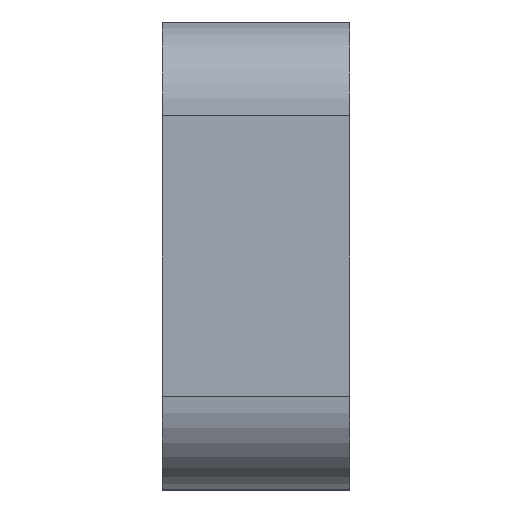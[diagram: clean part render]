
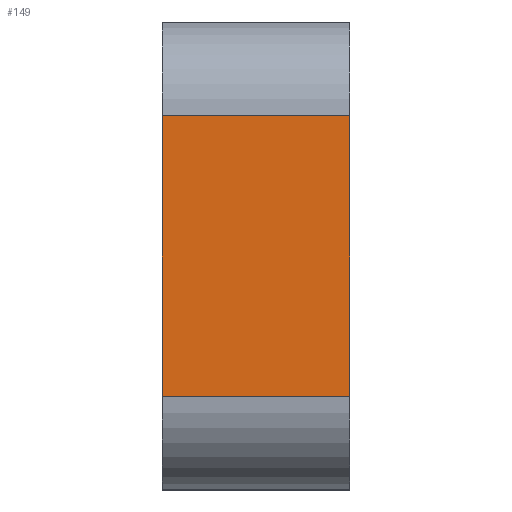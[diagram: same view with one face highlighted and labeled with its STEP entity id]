
A CAD part, left-side view. The second image highlights one B-rep face of the part: STEP entity #149.
In plain terms, the highlighted planar face has unit normal (-1, 0, 0).
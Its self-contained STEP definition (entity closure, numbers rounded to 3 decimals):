
#52 = DIRECTION ( 'NONE',  ( 0., 1., 0. ) ) ;
#91 = ORIENTED_EDGE ( 'NONE', *, *, #772, .T. ) ;
#103 = EDGE_CURVE ( 'NONE', #1038, #742, #942, .T. ) ;
#128 = VECTOR ( 'NONE', #52, 1000. ) ;
#149 = ADVANCED_FACE ( 'NONE', ( #796 ), #911, .F. ) ;
#167 = CARTESIAN_POINT ( 'NONE',  ( -277.5, 0., -15. ) ) ;
#275 = DIRECTION ( 'NONE',  ( 0., 0., 1. ) ) ;
#304 = VECTOR ( 'NONE', #275, 1000. ) ;
#339 = EDGE_LOOP ( 'NONE', ( #910, #91, #675, #913 ) ) ;
#355 = CARTESIAN_POINT ( 'NONE',  ( -277.5, 0., 25. ) ) ;
#442 = AXIS2_PLACEMENT_3D ( 'NONE', #1134, #804, #921 ) ;
#452 = CARTESIAN_POINT ( 'NONE',  ( -277.5, 20., 15. ) ) ;
#532 = EDGE_CURVE ( 'NONE', #1121, #742, #785, .T. ) ;
#546 = LINE ( 'NONE', #355, #304 ) ;
#553 = CARTESIAN_POINT ( 'NONE',  ( -277.5, 20., -15. ) ) ;
#579 = DIRECTION ( 'NONE',  ( 0., 0., 1. ) ) ;
#582 = CARTESIAN_POINT ( 'NONE',  ( -277.5, 0., 15. ) ) ;
#648 = CARTESIAN_POINT ( 'NONE',  ( -277.5, 20., 15. ) ) ;
#669 = LINE ( 'NONE', #553, #1099 ) ;
#671 = EDGE_CURVE ( 'NONE', #844, #1121, #546, .T. ) ;
#675 = ORIENTED_EDGE ( 'NONE', *, *, #671, .T. ) ;
#742 = VERTEX_POINT ( 'NONE', #648 ) ;
#772 = EDGE_CURVE ( 'NONE', #1038, #844, #669, .T. ) ;
#785 = LINE ( 'NONE', #452, #128 ) ;
#796 = FACE_OUTER_BOUND ( 'NONE', #339, .T. ) ;
#804 = DIRECTION ( 'NONE',  ( 1., 0., 0. ) ) ;
#844 = VERTEX_POINT ( 'NONE', #167 ) ;
#895 = DIRECTION ( 'NONE',  ( 0., -1., 0. ) ) ;
#910 = ORIENTED_EDGE ( 'NONE', *, *, #103, .F. ) ;
#911 = PLANE ( 'NONE',  #442 ) ;
#913 = ORIENTED_EDGE ( 'NONE', *, *, #532, .T. ) ;
#921 = DIRECTION ( 'NONE',  ( 0., 0., -1. ) ) ;
#942 = LINE ( 'NONE', #1235, #1154 ) ;
#1038 = VERTEX_POINT ( 'NONE', #1209 ) ;
#1099 = VECTOR ( 'NONE', #895, 1000. ) ;
#1121 = VERTEX_POINT ( 'NONE', #582 ) ;
#1134 = CARTESIAN_POINT ( 'NONE',  ( -277.5, 20., 25. ) ) ;
#1154 = VECTOR ( 'NONE', #579, 1000. ) ;
#1209 = CARTESIAN_POINT ( 'NONE',  ( -277.5, 20., -15. ) ) ;
#1235 = CARTESIAN_POINT ( 'NONE',  ( -277.5, 20., 25. ) ) ;
